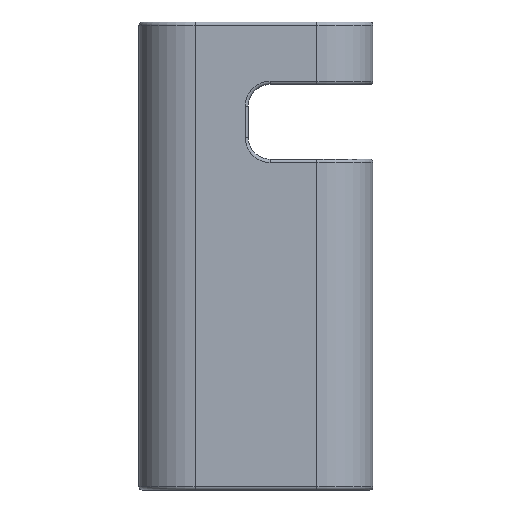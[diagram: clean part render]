
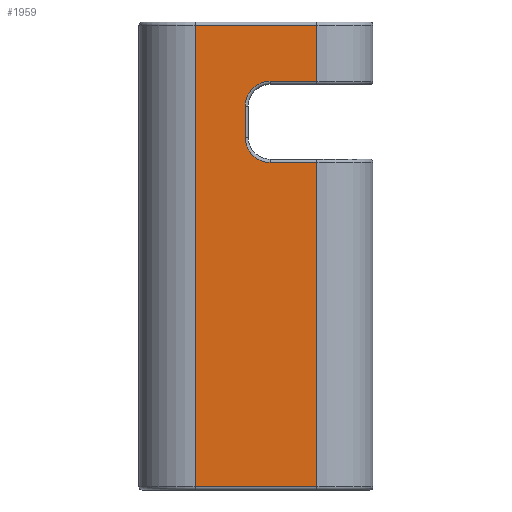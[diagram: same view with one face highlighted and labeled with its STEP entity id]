
A CAD part, left-side view. The second image highlights one B-rep face of the part: STEP entity #1959.
In plain terms, the highlighted planar face has unit normal (-1, 0, 0).
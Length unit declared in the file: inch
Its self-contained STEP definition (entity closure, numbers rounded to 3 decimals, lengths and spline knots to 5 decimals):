
#45 = LINE ( 'NONE', #3700, #2270 ) ;
#224 = CARTESIAN_POINT ( 'NONE',  ( -0.061, 0.057, 0.075 ) ) ;
#269 = DIRECTION ( 'NONE',  ( 0., 0., -1. ) ) ;
#301 = VERTEX_POINT ( 'NONE', #2773 ) ;
#367 = DIRECTION ( 'NONE',  ( 0., 1., 0. ) ) ;
#401 = VECTOR ( 'NONE', #3208, 39.37008 ) ;
#591 = VERTEX_POINT ( 'NONE', #1640 ) ;
#615 = DIRECTION ( 'NONE',  ( 0., 1., 0. ) ) ;
#623 = AXIS2_PLACEMENT_3D ( 'NONE', #2467, #4423, #4997 ) ;
#757 = DIRECTION ( 'NONE',  ( 0., 1., 0. ) ) ;
#944 = EDGE_CURVE ( 'NONE', #2900, #2779, #1167, .T. ) ;
#968 = CARTESIAN_POINT ( 'NONE',  ( -0.061, 0.018, 0.056 ) ) ;
#1106 = ORIENTED_EDGE ( 'NONE', *, *, #944, .T. ) ;
#1167 = LINE ( 'NONE', #6517, #3374 ) ;
#1220 = AXIS2_PLACEMENT_3D ( 'NONE', #4987, #5033, #367 ) ;
#1263 = EDGE_CURVE ( 'NONE', #2779, #1691, #5690, .T. ) ;
#1325 = EDGE_LOOP ( 'NONE', ( #1467, #5293, #5109, #1106, #3385, #4871, #6240, #5036, #5869, #2749 ) ) ;
#1467 = ORIENTED_EDGE ( 'NONE', *, *, #1982, .F. ) ;
#1559 = VERTEX_POINT ( 'NONE', #4025 ) ;
#1567 = CARTESIAN_POINT ( 'NONE',  ( -0.061, 0.033, 0.03 ) ) ;
#1605 = VERTEX_POINT ( 'NONE', #5057 ) ;
#1636 = CARTESIAN_POINT ( 'NONE',  ( -0.061, 0.018, 0.03 ) ) ;
#1640 = CARTESIAN_POINT ( 'NONE',  ( -0.061, 0.057, 0.074 ) ) ;
#1645 = VERTEX_POINT ( 'NONE', #2764 ) ;
#1691 = VERTEX_POINT ( 'NONE', #6338 ) ;
#1740 = DIRECTION ( 'NONE',  ( 0., 1., 0. ) ) ;
#1869 = EDGE_CURVE ( 'NONE', #5466, #2900, #2917, .T. ) ;
#1924 = VECTOR ( 'NONE', #269, 39.37008 ) ;
#1941 = VECTOR ( 'NONE', #3337, 39.37008 ) ;
#1959 = ADVANCED_FACE ( 'NONE', ( #2796 ), #5722, .F. ) ;
#1982 = EDGE_CURVE ( 'NONE', #301, #1605, #3000, .T. ) ;
#2152 = LINE ( 'NONE', #1636, #4351 ) ;
#2171 = CARTESIAN_POINT ( 'NONE',  ( -0.061, 0.041, 0.038 ) ) ;
#2244 = DIRECTION ( 'NONE',  ( 1., 0., 0. ) ) ;
#2270 = VECTOR ( 'NONE', #4082, 39.37008 ) ;
#2467 = CARTESIAN_POINT ( 'NONE',  ( -0.061, 0.033, 0.048 ) ) ;
#2468 = EDGE_CURVE ( 'NONE', #1559, #1605, #45, .T. ) ;
#2700 = CARTESIAN_POINT ( 'NONE',  ( -0.061, 0.033, 0.038 ) ) ;
#2745 = CARTESIAN_POINT ( 'NONE',  ( -0.061, 0.018, 0.075 ) ) ;
#2749 = ORIENTED_EDGE ( 'NONE', *, *, #2468, .T. ) ;
#2764 = CARTESIAN_POINT ( 'NONE',  ( -0.061, 0.018, 0.074 ) ) ;
#2773 = CARTESIAN_POINT ( 'NONE',  ( -0.061, 0.018, 0.03 ) ) ;
#2779 = VERTEX_POINT ( 'NONE', #5030 ) ;
#2796 = FACE_OUTER_BOUND ( 'NONE', #1325, .T. ) ;
#2808 = VECTOR ( 'NONE', #6152, 39.37008 ) ;
#2900 = VERTEX_POINT ( 'NONE', #2171 ) ;
#2917 = CIRCLE ( 'NONE', #2992, 0.008 ) ;
#2992 = AXIS2_PLACEMENT_3D ( 'NONE', #2700, #2244, #757 ) ;
#3000 = LINE ( 'NONE', #4614, #2808 ) ;
#3208 = DIRECTION ( 'NONE',  ( 0., -1., 0. ) ) ;
#3337 = DIRECTION ( 'NONE',  ( 0., 0., -1. ) ) ;
#3374 = VECTOR ( 'NONE', #4418, 39.37008 ) ;
#3385 = ORIENTED_EDGE ( 'NONE', *, *, #1263, .T. ) ;
#3700 = CARTESIAN_POINT ( 'NONE',  ( -0.061, 0.018, -0.074 ) ) ;
#4025 = CARTESIAN_POINT ( 'NONE',  ( -0.061, 0.057, -0.074 ) ) ;
#4052 = EDGE_CURVE ( 'NONE', #1645, #5885, #6489, .T. ) ;
#4082 = DIRECTION ( 'NONE',  ( 0., -1., 0. ) ) ;
#4098 = EDGE_CURVE ( 'NONE', #591, #1559, #4186, .T. ) ;
#4186 = LINE ( 'NONE', #224, #1941 ) ;
#4351 = VECTOR ( 'NONE', #1740, 39.37008 ) ;
#4418 = DIRECTION ( 'NONE',  ( 0., 0., 1. ) ) ;
#4423 = DIRECTION ( 'NONE',  ( 1., 0., 0. ) ) ;
#4614 = CARTESIAN_POINT ( 'NONE',  ( -0.061, 0.018, 0.075 ) ) ;
#4815 = CARTESIAN_POINT ( 'NONE',  ( -0.061, 0.018, 0.074 ) ) ;
#4871 = ORIENTED_EDGE ( 'NONE', *, *, #5073, .T. ) ;
#4911 = LINE ( 'NONE', #6236, #401 ) ;
#4974 = VECTOR ( 'NONE', #615, 39.37008 ) ;
#4987 = CARTESIAN_POINT ( 'NONE',  ( -0.061, 0.018, 0.075 ) ) ;
#4997 = DIRECTION ( 'NONE',  ( 0., 1., 0. ) ) ;
#5000 = LINE ( 'NONE', #4815, #4974 ) ;
#5030 = CARTESIAN_POINT ( 'NONE',  ( -0.061, 0.041, 0.048 ) ) ;
#5033 = DIRECTION ( 'NONE',  ( 1., 0., 0. ) ) ;
#5036 = ORIENTED_EDGE ( 'NONE', *, *, #5172, .T. ) ;
#5057 = CARTESIAN_POINT ( 'NONE',  ( -0.061, 0.018, -0.074 ) ) ;
#5073 = EDGE_CURVE ( 'NONE', #1691, #5885, #4911, .T. ) ;
#5109 = ORIENTED_EDGE ( 'NONE', *, *, #1869, .T. ) ;
#5172 = EDGE_CURVE ( 'NONE', #1645, #591, #5000, .T. ) ;
#5293 = ORIENTED_EDGE ( 'NONE', *, *, #5792, .T. ) ;
#5466 = VERTEX_POINT ( 'NONE', #1567 ) ;
#5690 = CIRCLE ( 'NONE', #623, 0.008 ) ;
#5722 = PLANE ( 'NONE',  #1220 ) ;
#5792 = EDGE_CURVE ( 'NONE', #301, #5466, #2152, .T. ) ;
#5869 = ORIENTED_EDGE ( 'NONE', *, *, #4098, .T. ) ;
#5885 = VERTEX_POINT ( 'NONE', #968 ) ;
#6152 = DIRECTION ( 'NONE',  ( 0., 0., -1. ) ) ;
#6236 = CARTESIAN_POINT ( 'NONE',  ( -0.061, 0.018, 0.056 ) ) ;
#6240 = ORIENTED_EDGE ( 'NONE', *, *, #4052, .F. ) ;
#6338 = CARTESIAN_POINT ( 'NONE',  ( -0.061, 0.033, 0.056 ) ) ;
#6489 = LINE ( 'NONE', #2745, #1924 ) ;
#6517 = CARTESIAN_POINT ( 'NONE',  ( -0.061, 0.041, 0.075 ) ) ;
